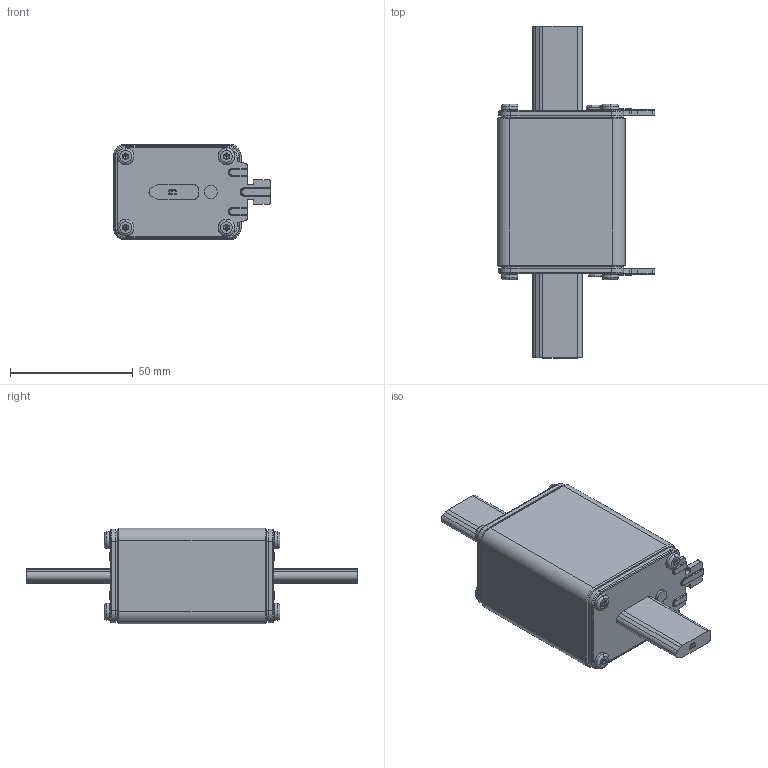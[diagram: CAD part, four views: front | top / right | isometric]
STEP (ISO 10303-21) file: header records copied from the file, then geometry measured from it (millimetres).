
FILE_DESCRIPTION (( 'STEP AP203' ), '1' );
FILE_NAME ('50-355A_NH_1B_STEP.STEP', '2017-12-07T11:51:27', ( '' ), ( '' ), 'SwSTEP 2.0', 'SolidWorks 2013', '' );
FILE_SCHEMA (( 'CONFIG_CONTROL_DESIGN' ));
Length unit declared in the file: millimetre
Products named in the file (1): 50-355A_NH_1B_STEP
Bounding box: 64 x 135 x 39 mm (x, y, z)
Volume: 141462.9 mm3; surface area: 21165.6 mm2
Topology: 1 solids, 1 shells, 816 faces, 2143 edges, 1227 vertices
Faces by surface type: cylinder 264, cone 176, plane 168, bspline 148, torus 58, sphere 2
Entity records: 29845 total; most frequent: CARTESIAN_POINT 10697, ORIENTED_EDGE 4142, DIRECTION 3742, EDGE_CURVE 2071, AXIS2_PLACEMENT_3D 1392, VERTEX_POINT 1227, VECTOR 958, LINE 958
